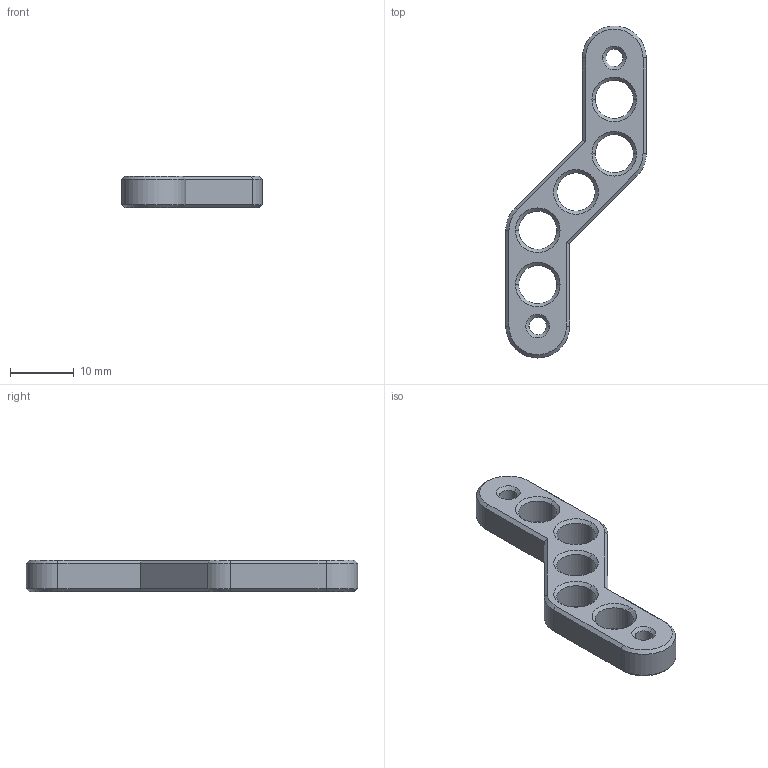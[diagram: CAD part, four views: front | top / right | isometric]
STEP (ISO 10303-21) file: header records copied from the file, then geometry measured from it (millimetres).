
FILE_DESCRIPTION (( 'STEP AP214' ), '1' );
FILE_NAME ('crosslinkP1bSTEEL.STEP', '2025-01-21T01:15:55', ( '' ), ( '' ), 'SwSTEP 2.0', 'SolidWorks 2025', '' );
FILE_SCHEMA (( 'AUTOMOTIVE_DESIGN' ));
Length unit declared in the file: millimetre
Products named in the file (1): crosslinkP1bSTEEL
Bounding box: 22 x 52 x 5 mm (x, y, z)
Volume: 1911.1 mm3; surface area: 1835 mm2
Topology: 1 solids, 1 shells, 74 faces, 168 edges, 96 vertices
Faces by surface type: cone 36, plane 20, cylinder 18
Entity records: 2091 total; most frequent: DIRECTION 390, CARTESIAN_POINT 339, ORIENTED_EDGE 336, EDGE_CURVE 168, AXIS2_PLACEMENT_3D 147, LINE 96, VECTOR 96, VERTEX_POINT 96
